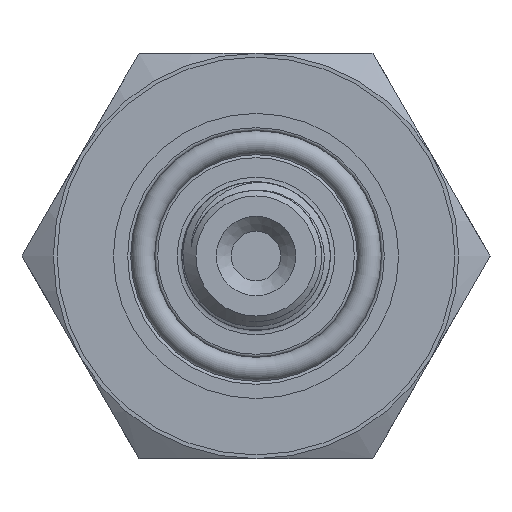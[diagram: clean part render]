
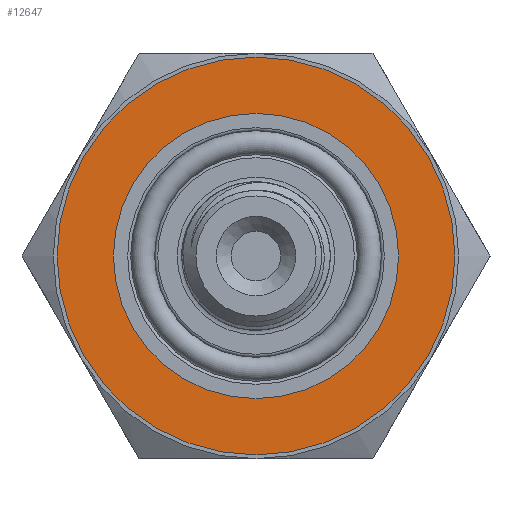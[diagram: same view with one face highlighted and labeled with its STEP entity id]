
A CAD part, left-side view. The second image highlights one B-rep face of the part: STEP entity #12647.
In plain terms, the highlighted planar face has unit normal (-1, 0, 0).
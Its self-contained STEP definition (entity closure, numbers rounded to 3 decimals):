
#523=FACE_BOUND('',#2281,.T.);
#710=PLANE('',#13455);
#1468=FACE_OUTER_BOUND('',#2280,.T.);
#2280=EDGE_LOOP('',(#11749));
#2281=EDGE_LOOP('',(#11750));
#2607=CIRCLE('',#13405,13.25);
#2636=CIRCLE('',#13454,9.5);
#6073=VERTEX_POINT('',#34359);
#6098=VERTEX_POINT('',#35266);
#7936=EDGE_CURVE('',#6073,#6073,#2607,.T.);
#7981=EDGE_CURVE('',#6098,#6098,#2636,.T.);
#11749=ORIENTED_EDGE('',*,*,#7936,.T.);
#11750=ORIENTED_EDGE('',*,*,#7981,.T.);
#12647=ADVANCED_FACE('',(#1468,#523),#710,.T.);
#13405=AXIS2_PLACEMENT_3D('',#34360,#15591,#15592);
#13454=AXIS2_PLACEMENT_3D('',#35267,#15696,#15697);
#13455=AXIS2_PLACEMENT_3D('',#35269,#15699,#15700);
#15591=DIRECTION('center_axis',(-1.,0.,0.));
#15592=DIRECTION('ref_axis',(0.,1.,0.));
#15696=DIRECTION('center_axis',(1.,0.,0.));
#15697=DIRECTION('ref_axis',(0.,0.,-1.));
#15699=DIRECTION('center_axis',(-1.,0.,0.));
#15700=DIRECTION('ref_axis',(0.,0.,1.));
#34359=CARTESIAN_POINT('',(-48.,-13.25,0.));
#34360=CARTESIAN_POINT('Origin',(-48.,0.,0.));
#35266=CARTESIAN_POINT('',(-48.,-9.5,0.));
#35267=CARTESIAN_POINT('Origin',(-48.,0.,0.));
#35269=CARTESIAN_POINT('Origin',(-48.,13.5,0.));
